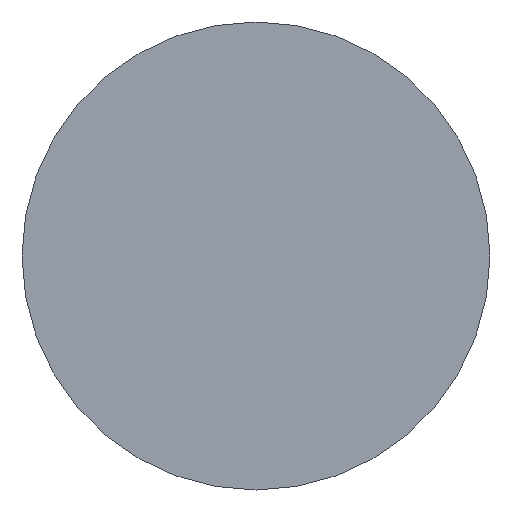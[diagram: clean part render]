
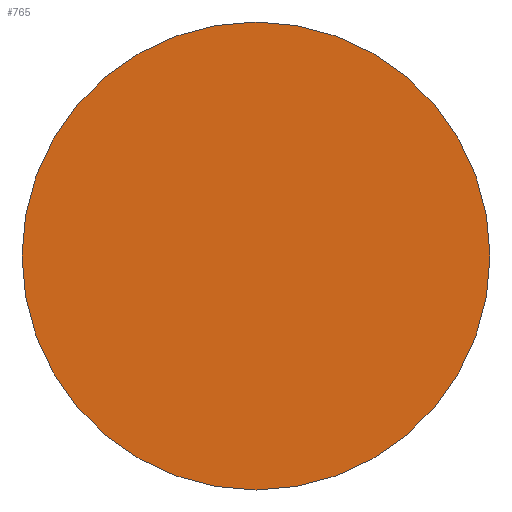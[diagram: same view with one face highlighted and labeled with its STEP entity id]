
A CAD part, front view. The second image highlights one B-rep face of the part: STEP entity #765.
In plain terms, the highlighted planar face has unit normal (0, -1, 0).
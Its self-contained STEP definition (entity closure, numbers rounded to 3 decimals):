
#73=PLANE('',#898);
#118=FACE_OUTER_BOUND('',#164,.T.);
#164=EDGE_LOOP('',(#692,#693));
#274=CIRCLE('',#896,10.);
#275=CIRCLE('',#897,10.);
#354=VERTEX_POINT('',#1427);
#355=VERTEX_POINT('',#1428);
#467=EDGE_CURVE('',#354,#355,#274,.T.);
#468=EDGE_CURVE('',#355,#354,#275,.T.);
#692=ORIENTED_EDGE('',*,*,#467,.T.);
#693=ORIENTED_EDGE('',*,*,#468,.T.);
#765=ADVANCED_FACE('',(#118),#73,.T.);
#896=AXIS2_PLACEMENT_3D('',#1429,#1137,#1138);
#897=AXIS2_PLACEMENT_3D('',#1430,#1139,#1140);
#898=AXIS2_PLACEMENT_3D('',#1432,#1142,#1143);
#1137=DIRECTION('center_axis',(0.,-1.,0.));
#1138=DIRECTION('ref_axis',(1.,0.,0.));
#1139=DIRECTION('center_axis',(0.,-1.,0.));
#1140=DIRECTION('ref_axis',(1.,0.,0.));
#1142=DIRECTION('center_axis',(0.,-1.,0.));
#1143=DIRECTION('ref_axis',(0.,0.,-1.));
#1427=CARTESIAN_POINT('',(10.,0.,0.));
#1428=CARTESIAN_POINT('',(-10.,0.,0.));
#1429=CARTESIAN_POINT('Origin',(0.,0.,
0.));
#1430=CARTESIAN_POINT('Origin',(0.,0.,
0.));
#1432=CARTESIAN_POINT('Origin',(0.,0.,0.));
